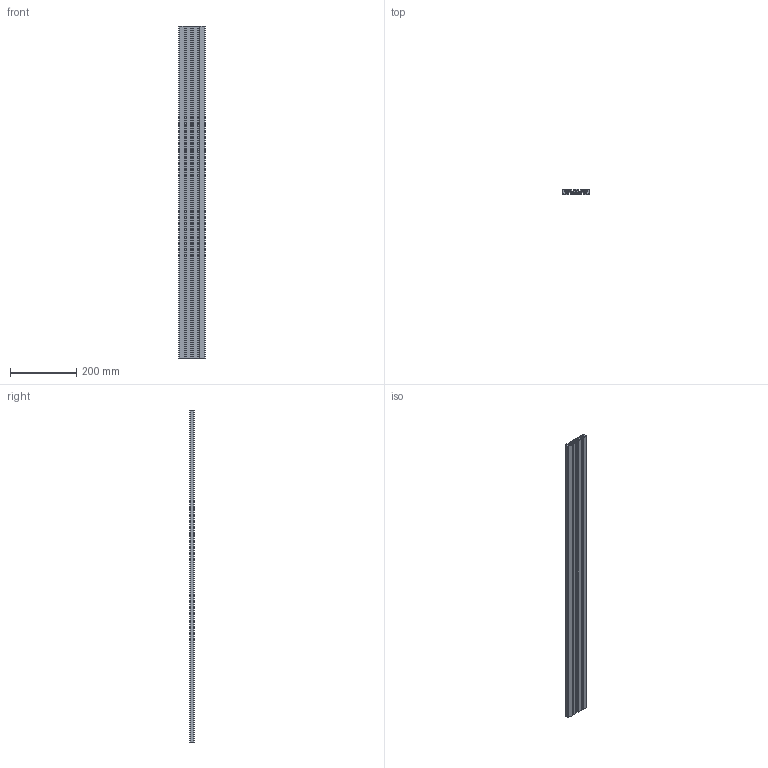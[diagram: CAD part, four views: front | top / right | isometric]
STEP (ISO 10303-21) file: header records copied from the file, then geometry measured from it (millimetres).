
FILE_DESCRIPTION(/* description */ (''),/* implementation_level */ '2;1');
FILE_NAME(/* name */ '10141_KriTec_Profil_5_80x14.stp',/* time_stamp */ '2014-08-13T11:37:29+02:00',/* author */ ('kostic'),/* organization */ (''),/* preprocessor_version */ 'ST-DEVELOPER v15.2',/* originating_system */ 'Autodesk Inventor 2014',/* authorisation */ '');
FILE_SCHEMA (('AUTOMOTIVE_DESIGN { 1 0 10303 214 3 1 1 }'));
Length unit declared in the file: millimetre
Products named in the file (1): 10141_KriTec_Profil_5_80x14
Bounding box: 80 x 14 x 1000 mm (x, y, z)
Volume: 668075.5 mm3; surface area: 418783.9 mm2
Topology: 1 solids, 1 shells, 129 faces, 381 edges, 254 vertices
Faces by surface type: cylinder 67, plane 62
Full cylindrical faces by diameter (mm): 4.3 x7
Entity records: 4363 total; most frequent: DIRECTION 768, CARTESIAN_POINT 758, ORIENTED_EDGE 748, EDGE_CURVE 374, AXIS2_PLACEMENT_3D 264, VERTEX_POINT 254, LINE 240, VECTOR 240
